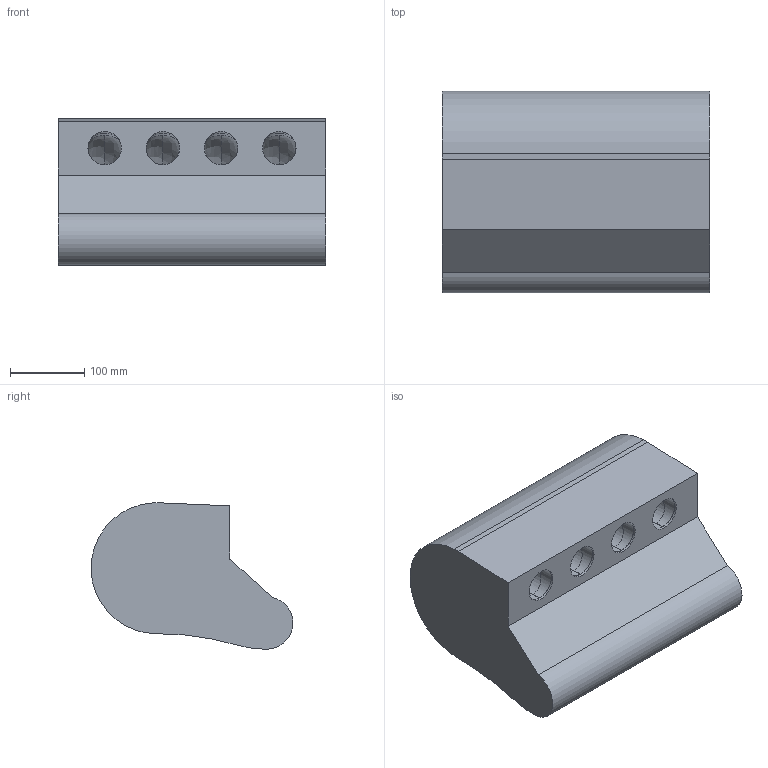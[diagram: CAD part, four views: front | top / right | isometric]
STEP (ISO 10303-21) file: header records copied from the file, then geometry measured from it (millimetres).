
FILE_DESCRIPTION (( 'STEP AP214' ), '1' );
FILE_NAME ('whistle blower.STEP', '2023-12-28T00:32:31', ( '' ), ( '' ), 'SwSTEP 2.0', 'SolidWorks 2024', '' );
FILE_SCHEMA (( 'AUTOMOTIVE_DESIGN' ));
Length unit declared in the file: millimetre
Products named in the file (1): whistle blower
Bounding box: 360 x 271.37 x 196.79 mm (x, y, z)
Volume: 5896398.5 mm3; surface area: 1131552.5 mm2
Topology: 2 solids, 2 shells, 180 faces, 474 edges, 272 vertices
Faces by surface type: bspline 113, cylinder 34, plane 33
Entity records: 32640 total; most frequent: CARTESIAN_POINT 29233, ORIENTED_EDGE 900, EDGE_CURVE 450, DIRECTION 383, B_SPLINE_CURVE_WITH_KNOTS 284, VERTEX_POINT 272, EDGE_LOOP 194, FACE_OUTER_BOUND 180
